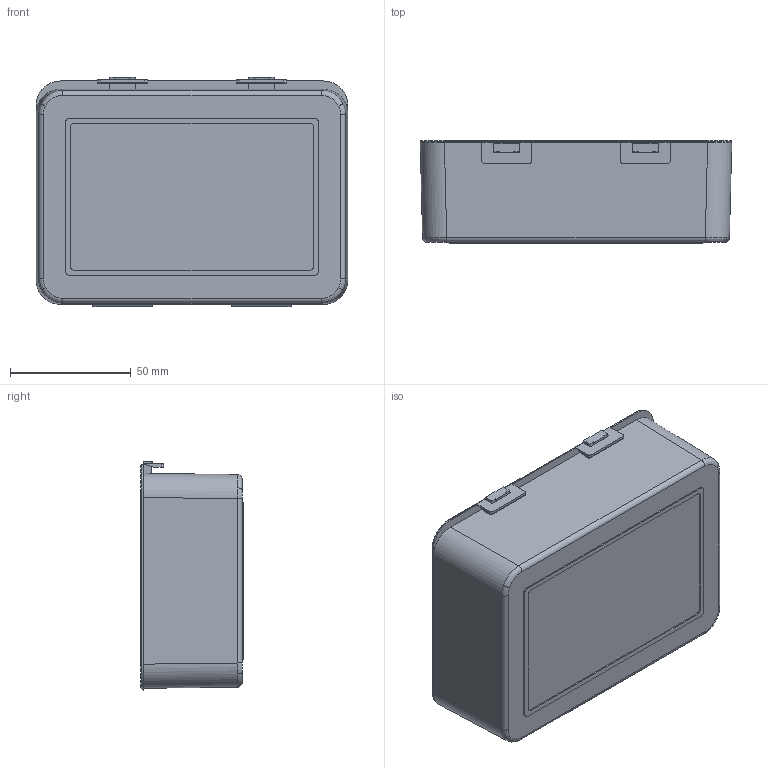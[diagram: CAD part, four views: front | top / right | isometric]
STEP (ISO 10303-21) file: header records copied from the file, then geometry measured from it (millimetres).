
FILE_DESCRIPTION (( 'STEP AP214' ), '1' );
FILE_NAME ('B129 Êîðîáêà ïëàñòèêîâàÿ, 125x85x40 ìì.STEP', '2020-04-06T13:13:50', ( '' ), ( '' ), 'SwSTEP 2.0', 'SolidWorks 2020', '' );
FILE_SCHEMA (( 'AUTOMOTIVE_DESIGN' ));
Length unit declared in the file: millimetre
Products named in the file (4): B129 Êðûøêà; B129 Åìêîñòü; B129 Çàùåëêà; B129 Êîðîáêà ïëàñòèêîâàÿ, 125x85x40 ìì
Assembly tree (4 placements, depth 2):
  B129 Êîðîáêà ïëàñòèêîâàÿ, 125x85x40 ìì
    B129 Åìêîñòü
    B129 Êðûøêà
    B129 Çàùåëêà  x2
Bounding box: 129 x 42.5 x 95 mm (x, y, z)
Volume: 38499.6 mm3; surface area: 83429.9 mm2
Topology: 5 solids, 5 shells, 235 faces, 581 edges, 376 vertices
Faces by surface type: plane 131, cylinder 80, bspline 16, torus 8
Entity records: 6909 total; most frequent: CARTESIAN_POINT 1581, ORIENTED_EDGE 1084, DIRECTION 1076, EDGE_CURVE 542, AXIS2_PLACEMENT_3D 367, VERTEX_POINT 350, VECTOR 342, LINE 342
